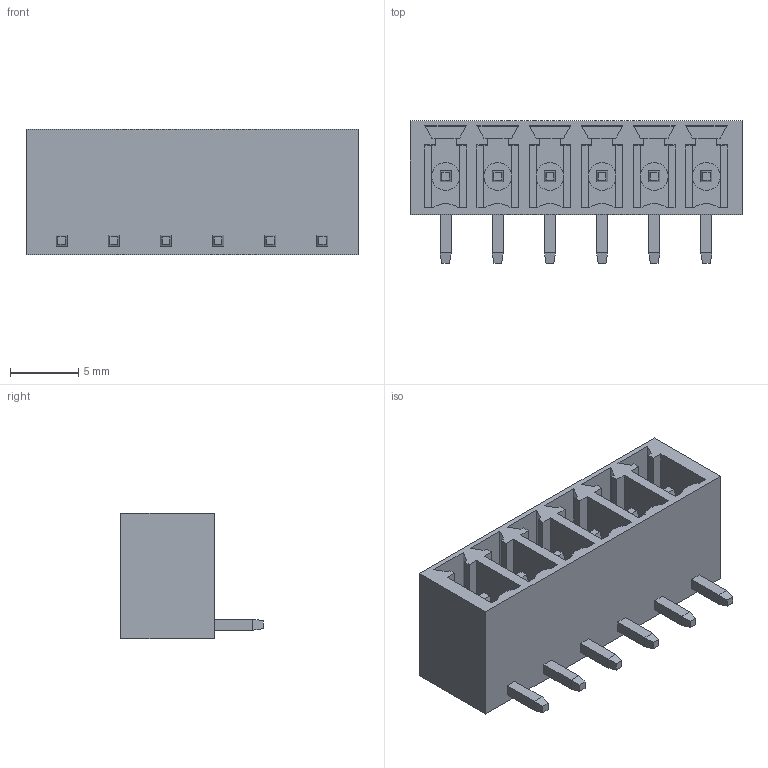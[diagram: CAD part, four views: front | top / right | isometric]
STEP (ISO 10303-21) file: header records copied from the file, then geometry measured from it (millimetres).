
FILE_DESCRIPTION((''),'2;1');
FILE_NAME('395121006','2015-01-28T',('me'),(''),'PRO/ENGINEER BY PARAMETRIC TECHNOLOGY CORPORATION, 2011490','PRO/ENGINEER BY PARAMETRIC TECHNOLOGY CORPORATION, 2011490','');
FILE_SCHEMA(('CONFIG_CONTROL_DESIGN'));
Length unit declared in the file: inch
Products named in the file (1): 395121006
Bounding box: 24.26 x 10.41 x 9.14 mm (x, y, z)
Volume: 828 mm3; surface area: 2138.8 mm2
Topology: 1 solids, 1 shells, 252 faces, 654 edges, 428 vertices
Faces by surface type: plane 234, cylinder 18
Entity records: 7537 total; most frequent: CARTESIAN_POINT 1311, ORIENTED_EDGE 1272, DIRECTION 1220, EDGE_CURVE 636, VECTOR 594, LINE 594, VERTEX_POINT 404, AXIS2_PLACEMENT_3D 313
